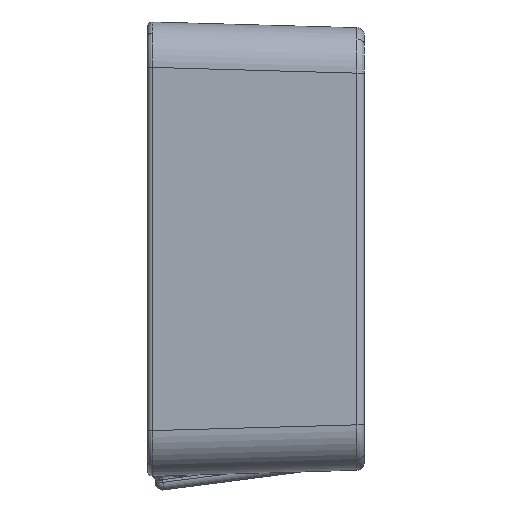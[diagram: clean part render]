
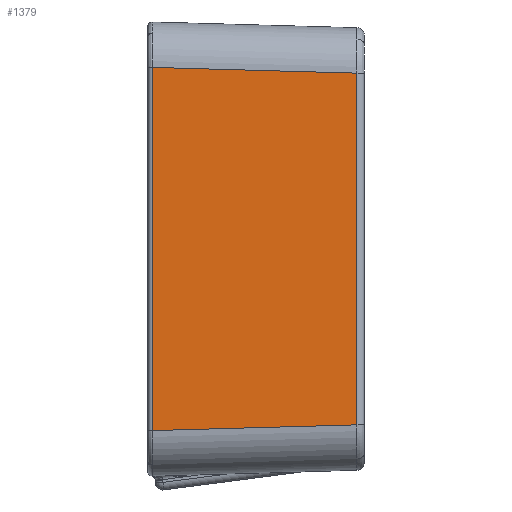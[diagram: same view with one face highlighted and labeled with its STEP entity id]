
A CAD part, left-side view. The second image highlights one B-rep face of the part: STEP entity #1379.
In plain terms, the highlighted planar face has unit normal (-1, -0.025, 0).
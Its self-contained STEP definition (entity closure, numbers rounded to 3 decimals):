
#61 = LINE ( 'NONE', #15708, #1349 ) ;
#92 = AXIS2_PLACEMENT_3D ( 'NONE', #20524, #874, #8761 ) ;
#874 = DIRECTION ( 'NONE',  ( 1., 0.024, 0. ) ) ;
#1302 = EDGE_CURVE ( 'NONE', #3504, #19984, #18711, .T. ) ;
#1310 = ORIENTED_EDGE ( 'NONE', *, *, #1302, .T. ) ;
#1349 = VECTOR ( 'NONE', #10015, 1000. ) ;
#1379 = ADVANCED_FACE ( 'NONE', ( #20261 ), #22458, .F. ) ;
#2813 = DIRECTION ( 'NONE',  ( 0., 0., -1. ) ) ;
#3442 = LINE ( 'NONE', #7066, #5883 ) ;
#3504 = VERTEX_POINT ( 'NONE', #25488 ) ;
#3847 = EDGE_CURVE ( 'NONE', #19984, #10081, #4865, .T. ) ;
#4156 = EDGE_CURVE ( 'NONE', #10081, #14590, #61, .T. ) ;
#4865 = LINE ( 'NONE', #6670, #17036 ) ;
#5412 = CARTESIAN_POINT ( 'NONE',  ( -239.119, 4.878, 116.145 ) ) ;
#5883 = VECTOR ( 'NONE', #25026, 1000. ) ;
#6670 = CARTESIAN_POINT ( 'NONE',  ( -238.778, -9.082, -115.755 ) ) ;
#7066 = CARTESIAN_POINT ( 'NONE',  ( -238.778, -9.082, 115.755 ) ) ;
#8028 = CARTESIAN_POINT ( 'NONE',  ( -242.425, 139.927, -119.923 ) ) ;
#8747 = VECTOR ( 'NONE', #2813, 1000. ) ;
#8761 = DIRECTION ( 'NONE',  ( -0.024, 1., 0. ) ) ;
#10015 = DIRECTION ( 'NONE',  ( 0., 0., 1. ) ) ;
#10081 = VERTEX_POINT ( 'NONE', #18081 ) ;
#13364 = EDGE_LOOP ( 'NONE', ( #25257, #1310, #15100, #21833 ) ) ;
#14590 = VERTEX_POINT ( 'NONE', #5412 ) ;
#15100 = ORIENTED_EDGE ( 'NONE', *, *, #3847, .T. ) ;
#15708 = CARTESIAN_POINT ( 'NONE',  ( -239.119, 4.878, 116.009 ) ) ;
#17036 = VECTOR ( 'NONE', #18563, 1000. ) ;
#18081 = CARTESIAN_POINT ( 'NONE',  ( -239.119, 4.878, -116.145 ) ) ;
#18563 = DIRECTION ( 'NONE',  ( 0.024, -0.999, 0.028 ) ) ;
#18711 = LINE ( 'NONE', #22327, #8747 ) ;
#19984 = VERTEX_POINT ( 'NONE', #8028 ) ;
#20261 = FACE_OUTER_BOUND ( 'NONE', #13364, .T. ) ;
#20524 = CARTESIAN_POINT ( 'NONE',  ( -238.857, -5.846, 0. ) ) ;
#21833 = ORIENTED_EDGE ( 'NONE', *, *, #4156, .T. ) ;
#22327 = CARTESIAN_POINT ( 'NONE',  ( -242.425, 139.927, 0. ) ) ;
#22458 = PLANE ( 'NONE',  #92 ) ;
#25026 = DIRECTION ( 'NONE',  ( -0.024, 0.999, 0.028 ) ) ;
#25030 = EDGE_CURVE ( 'NONE', #14590, #3504, #3442, .T. ) ;
#25257 = ORIENTED_EDGE ( 'NONE', *, *, #25030, .T. ) ;
#25488 = CARTESIAN_POINT ( 'NONE',  ( -242.425, 139.927, 119.923 ) ) ;
